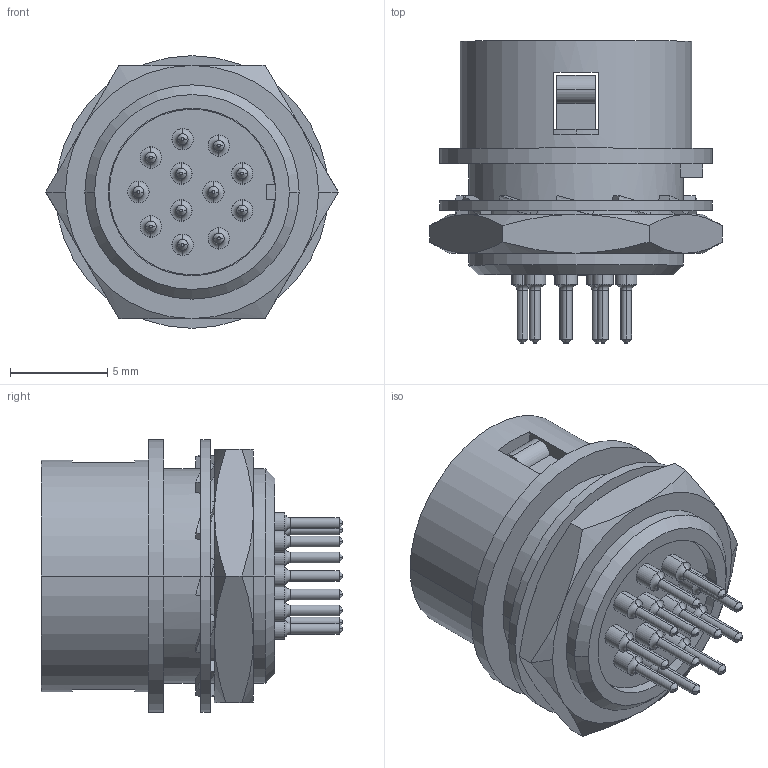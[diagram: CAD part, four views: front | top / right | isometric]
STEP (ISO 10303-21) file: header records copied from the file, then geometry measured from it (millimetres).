
FILE_DESCRIPTION(('CoCreate Modeling STEP Export'),'2;1');
FILE_NAME('HR10-10R-12SA.stp','2011-09-16T10:35:14',(''),(''),'CoCreate Modeling STEP processor for AP214 (Solid Model)','CoCreate Modeling 17.0 01-Apr-2010 (C) Parametric Technology GmbH','');
FILE_SCHEMA(('AUTOMOTIVE_DESIGN { 1 0 10303 214 1 1 1 1 }'));
Length unit declared in the file: millimetre
Products named in the file (1): HR10-10R-12SA
Bounding box: 15.01 x 15.5 x 14 mm (x, y, z)
Volume: 918.2 mm3; surface area: 1573 mm2
Topology: 1 solids, 1 shells, 392 faces, 1004 edges, 634 vertices
Faces by surface type: cylinder 171, plane 145, cone 52, torus 24
Entity records: 11028 total; most frequent: CARTESIAN_POINT 2559, ORIENTED_EDGE 2008, DIRECTION 1536, EDGE_CURVE 1004, VERTEX_POINT 634, AXIS2_PLACEMENT_3D 583, EDGE_LOOP 446, FACE_OUTER_BOUND 392
